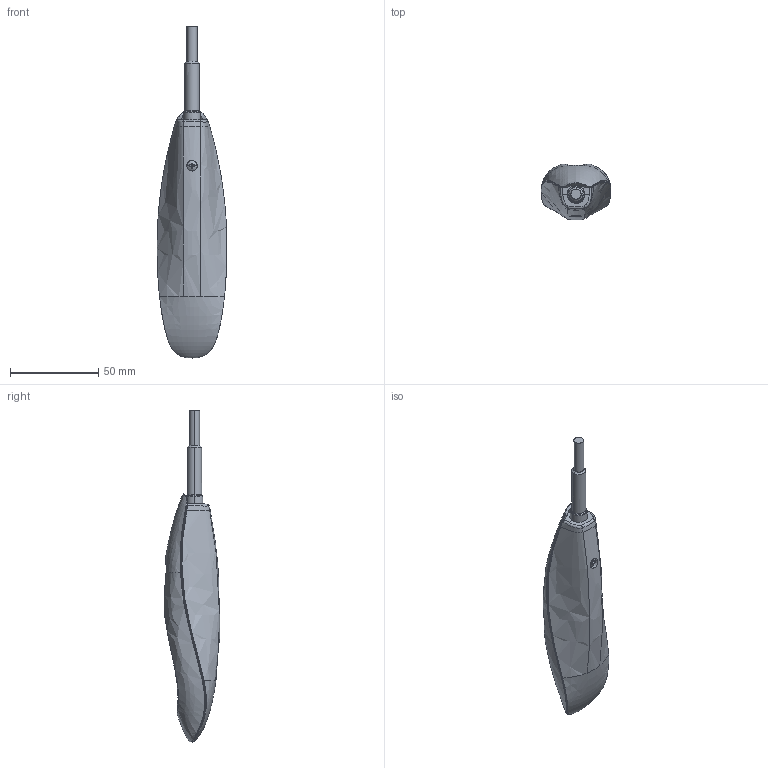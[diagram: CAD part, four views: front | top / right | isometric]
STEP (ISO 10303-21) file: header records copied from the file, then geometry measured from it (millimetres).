
FILE_DESCRIPTION (( 'STEP AP203' ), '1' );
FILE_NAME ('Flying fish.STEP', '2010-10-19T12:31:48', ( '.' ), ( '.' ), 'SwSTEP 2.0', 'SolidWorks 2008', '' );
FILE_SCHEMA (( 'CONFIG_CONTROL_DESIGN' ));
Length unit declared in the file: millimetre
Products named in the file (1): Flying fish
Bounding box: 39.6 x 31.66 x 188.2 mm (x, y, z)
Volume: 87080 mm3; surface area: 15018 mm2
Topology: 1 solids, 1 shells, 302 faces, 789 edges, 495 vertices
Faces by surface type: bspline 236, plane 33, cylinder 23, sphere 4, cone 4, torus 2
Entity records: 61526 total; most frequent: CARTESIAN_POINT 55872, ORIENTED_EDGE 1578, EDGE_CURVE 789, B_SPLINE_CURVE_WITH_KNOTS 532, VERTEX_POINT 495, DIRECTION 488, EDGE_LOOP 308, FACE_OUTER_BOUND 302
